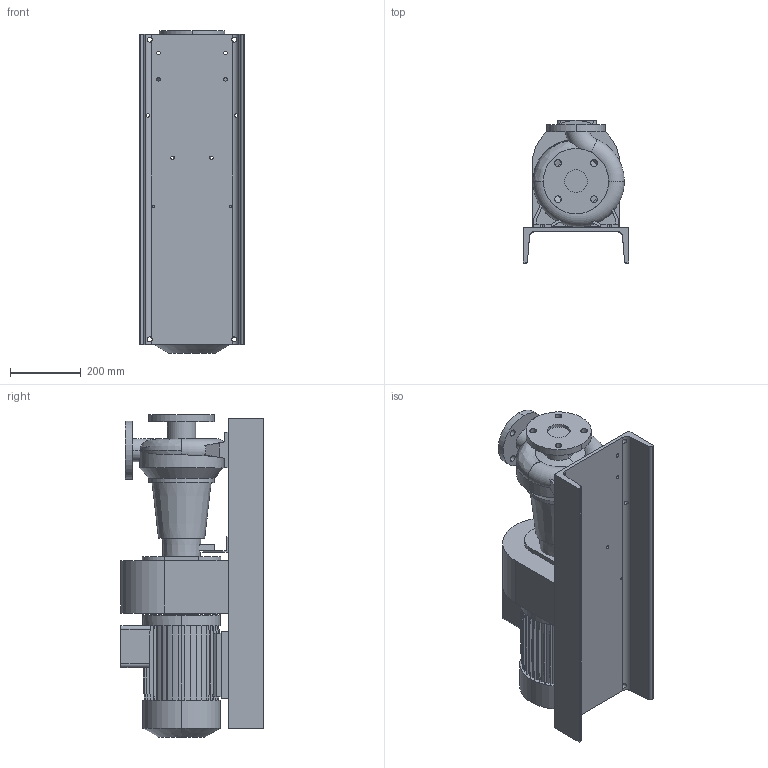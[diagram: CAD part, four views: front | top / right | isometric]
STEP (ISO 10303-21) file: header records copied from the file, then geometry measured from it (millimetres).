
FILE_DESCRIPTION (( 'STEP AP203' ), '1' );
FILE_NAME ('10018071swa00.step', '2023-07-07T12:23:56', ( '' ), ( '' ), 'SwSTEP 2.0', 'SolidWorks 2020', '' );
FILE_SCHEMA (( 'CONFIG_CONTROL_DESIGN' ));
Length unit declared in the file: millimetre
Products named in the file (5): 10017783swp00_50-125; 10018071swa00; 10018097swp00_MCG 15 N 50-125 112; 10012573swp00_120; 10018072swp00_112M
Assembly tree (4 placements, depth 2):
  10018071swa00
    10017783swp00_50-125
    10018097swp00_MCG 15 N 50-125 112
    10018072swp00_112M
    10012573swp00_120
Bounding box: 300 x 405 x 914 mm (x, y, z)
Volume: 38906493.5 mm3; surface area: 2232491.5 mm2
Topology: 6 solids, 6 shells, 529 faces, 1507 edges, 1002 vertices
Faces by surface type: plane 361, cylinder 149, cone 11, torus 6, bspline 2
Entity records: 19759 total; most frequent: CARTESIAN_POINT 5150, ORIENTED_EDGE 3014, DIRECTION 2826, EDGE_CURVE 1507, VECTOR 1110, LINE 1110, VERTEX_POINT 1002, AXIS2_PLACEMENT_3D 858
